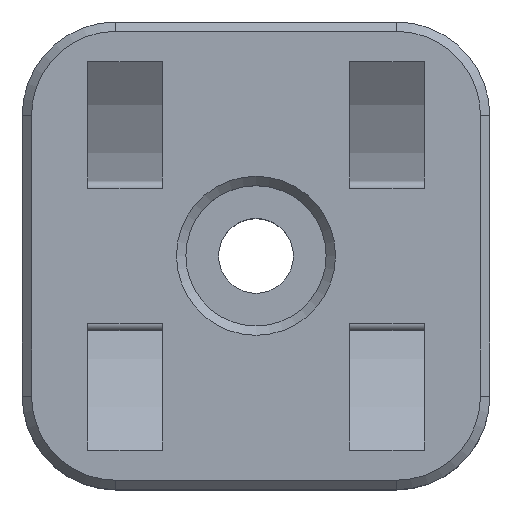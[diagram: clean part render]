
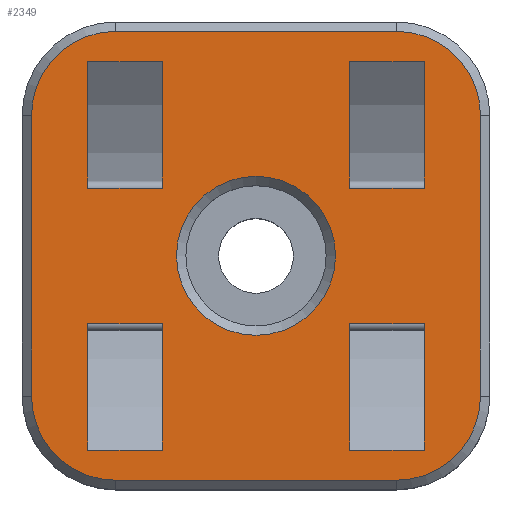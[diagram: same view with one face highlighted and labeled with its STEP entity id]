
A CAD part, top view. The second image highlights one B-rep face of the part: STEP entity #2349.
In plain terms, the highlighted planar face has unit normal (0, 0, 1).
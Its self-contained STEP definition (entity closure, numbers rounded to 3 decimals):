
#35=FACE_BOUND('',#400,.T.);
#36=FACE_BOUND('',#401,.T.);
#37=FACE_BOUND('',#402,.T.);
#38=FACE_BOUND('',#403,.T.);
#39=FACE_BOUND('',#404,.T.);
#57=CIRCLE('',#2524,3.6);
#59=CIRCLE('',#2528,3.6);
#61=CIRCLE('',#2532,3.6);
#63=CIRCLE('',#2536,3.6);
#66=CIRCLE('',#2545,3.4);
#182=PLANE('',#2544);
#261=FACE_OUTER_BOUND('',#399,.T.);
#399=EDGE_LOOP('',(#1667,#1668,#1669,#1670,#1671,#1672,#1673,#1674));
#400=EDGE_LOOP('',(#1675,#1676,#1677,#1678));
#401=EDGE_LOOP('',(#1679,#1680,#1681,#1682));
#402=EDGE_LOOP('',(#1683,#1684,#1685,#1686));
#403=EDGE_LOOP('',(#1687,#1688,#1689,#1690));
#404=EDGE_LOOP('',(#1691));
#556=LINE('',#3597,#781);
#560=LINE('',#3609,#785);
#564=LINE('',#3621,#789);
#567=LINE('',#3630,#792);
#577=LINE('',#3656,#802);
#578=LINE('',#3658,#803);
#579=LINE('',#3660,#804);
#580=LINE('',#3661,#805);
#581=LINE('',#3664,#806);
#582=LINE('',#3666,#807);
#583=LINE('',#3668,#808);
#584=LINE('',#3669,#809);
#585=LINE('',#3672,#810);
#586=LINE('',#3674,#811);
#587=LINE('',#3676,#812);
#588=LINE('',#3677,#813);
#589=LINE('',#3680,#814);
#590=LINE('',#3682,#815);
#591=LINE('',#3684,#816);
#592=LINE('',#3685,#817);
#781=VECTOR('',#2838,10.);
#785=VECTOR('',#2850,10.);
#789=VECTOR('',#2862,10.);
#792=VECTOR('',#2873,10.);
#802=VECTOR('',#2897,10.);
#803=VECTOR('',#2898,10.);
#804=VECTOR('',#2899,10.);
#805=VECTOR('',#2900,10.);
#806=VECTOR('',#2901,10.);
#807=VECTOR('',#2902,10.);
#808=VECTOR('',#2903,10.);
#809=VECTOR('',#2904,10.);
#810=VECTOR('',#2905,10.);
#811=VECTOR('',#2906,10.);
#812=VECTOR('',#2907,10.);
#813=VECTOR('',#2908,10.);
#814=VECTOR('',#2909,10.);
#815=VECTOR('',#2910,10.);
#816=VECTOR('',#2911,10.);
#817=VECTOR('',#2912,10.);
#1026=VERTEX_POINT('',#3584);
#1029=VERTEX_POINT('',#3589);
#1030=VERTEX_POINT('',#3593);
#1032=VERTEX_POINT('',#3599);
#1034=VERTEX_POINT('',#3605);
#1036=VERTEX_POINT('',#3611);
#1038=VERTEX_POINT('',#3617);
#1040=VERTEX_POINT('',#3623);
#1049=VERTEX_POINT('',#3654);
#1050=VERTEX_POINT('',#3655);
#1051=VERTEX_POINT('',#3657);
#1052=VERTEX_POINT('',#3659);
#1053=VERTEX_POINT('',#3662);
#1054=VERTEX_POINT('',#3663);
#1055=VERTEX_POINT('',#3665);
#1056=VERTEX_POINT('',#3667);
#1057=VERTEX_POINT('',#3670);
#1058=VERTEX_POINT('',#3671);
#1059=VERTEX_POINT('',#3673);
#1060=VERTEX_POINT('',#3675);
#1061=VERTEX_POINT('',#3678);
#1062=VERTEX_POINT('',#3679);
#1063=VERTEX_POINT('',#3681);
#1064=VERTEX_POINT('',#3683);
#1065=VERTEX_POINT('',#3686);
#1256=EDGE_CURVE('',#1029,#1026,#57,.T.);
#1259=EDGE_CURVE('',#1026,#1030,#556,.T.);
#1262=EDGE_CURVE('',#1030,#1032,#59,.T.);
#1265=EDGE_CURVE('',#1032,#1034,#560,.T.);
#1268=EDGE_CURVE('',#1034,#1036,#61,.T.);
#1271=EDGE_CURVE('',#1036,#1038,#564,.T.);
#1274=EDGE_CURVE('',#1038,#1040,#63,.T.);
#1276=EDGE_CURVE('',#1040,#1029,#567,.T.);
#1288=EDGE_CURVE('',#1049,#1050,#577,.T.);
#1289=EDGE_CURVE('',#1050,#1051,#578,.T.);
#1290=EDGE_CURVE('',#1051,#1052,#579,.T.);
#1291=EDGE_CURVE('',#1049,#1052,#580,.T.);
#1292=EDGE_CURVE('',#1053,#1054,#581,.T.);
#1293=EDGE_CURVE('',#1054,#1055,#582,.T.);
#1294=EDGE_CURVE('',#1055,#1056,#583,.T.);
#1295=EDGE_CURVE('',#1053,#1056,#584,.T.);
#1296=EDGE_CURVE('',#1057,#1058,#585,.T.);
#1297=EDGE_CURVE('',#1058,#1059,#586,.T.);
#1298=EDGE_CURVE('',#1059,#1060,#587,.T.);
#1299=EDGE_CURVE('',#1057,#1060,#588,.T.);
#1300=EDGE_CURVE('',#1061,#1062,#589,.T.);
#1301=EDGE_CURVE('',#1062,#1063,#590,.T.);
#1302=EDGE_CURVE('',#1063,#1064,#591,.T.);
#1303=EDGE_CURVE('',#1061,#1064,#592,.T.);
#1304=EDGE_CURVE('',#1065,#1065,#66,.T.);
#1667=ORIENTED_EDGE('',*,*,#1256,.F.);
#1668=ORIENTED_EDGE('',*,*,#1276,.F.);
#1669=ORIENTED_EDGE('',*,*,#1274,.F.);
#1670=ORIENTED_EDGE('',*,*,#1271,.F.);
#1671=ORIENTED_EDGE('',*,*,#1268,.F.);
#1672=ORIENTED_EDGE('',*,*,#1265,.F.);
#1673=ORIENTED_EDGE('',*,*,#1262,.F.);
#1674=ORIENTED_EDGE('',*,*,#1259,.F.);
#1675=ORIENTED_EDGE('',*,*,#1288,.T.);
#1676=ORIENTED_EDGE('',*,*,#1289,.T.);
#1677=ORIENTED_EDGE('',*,*,#1290,.T.);
#1678=ORIENTED_EDGE('',*,*,#1291,.F.);
#1679=ORIENTED_EDGE('',*,*,#1292,.T.);
#1680=ORIENTED_EDGE('',*,*,#1293,.T.);
#1681=ORIENTED_EDGE('',*,*,#1294,.T.);
#1682=ORIENTED_EDGE('',*,*,#1295,.F.);
#1683=ORIENTED_EDGE('',*,*,#1296,.T.);
#1684=ORIENTED_EDGE('',*,*,#1297,.T.);
#1685=ORIENTED_EDGE('',*,*,#1298,.T.);
#1686=ORIENTED_EDGE('',*,*,#1299,.F.);
#1687=ORIENTED_EDGE('',*,*,#1300,.T.);
#1688=ORIENTED_EDGE('',*,*,#1301,.T.);
#1689=ORIENTED_EDGE('',*,*,#1302,.T.);
#1690=ORIENTED_EDGE('',*,*,#1303,.F.);
#1691=ORIENTED_EDGE('',*,*,#1304,.F.);
#2349=ADVANCED_FACE('',(#261,#35,#36,#37,#38,#39),#182,.T.);
#2524=AXIS2_PLACEMENT_3D('',#3591,#2832,#2833);
#2528=AXIS2_PLACEMENT_3D('',#3603,#2844,#2845);
#2532=AXIS2_PLACEMENT_3D('',#3615,#2856,#2857);
#2536=AXIS2_PLACEMENT_3D('',#3627,#2868,#2869);
#2544=AXIS2_PLACEMENT_3D('',#3653,#2895,#2896);
#2545=AXIS2_PLACEMENT_3D('',#3687,#2913,#2914);
#2832=DIRECTION('center_axis',(0.,0.,-1.));
#2833=DIRECTION('ref_axis',(-0.707,-0.707,0.));
#2838=DIRECTION('',(0.,1.,0.));
#2844=DIRECTION('center_axis',(0.,0.,-1.));
#2845=DIRECTION('ref_axis',(-0.707,0.707,0.));
#2850=DIRECTION('',(1.,0.,0.));
#2856=DIRECTION('center_axis',(0.,0.,-1.));
#2857=DIRECTION('ref_axis',(0.707,0.707,0.));
#2862=DIRECTION('',(0.,-1.,0.));
#2868=DIRECTION('center_axis',(0.,0.,-1.));
#2869=DIRECTION('ref_axis',(0.707,-0.707,0.));
#2873=DIRECTION('',(-1.,0.,0.));
#2895=DIRECTION('center_axis',(0.,0.,1.));
#2896=DIRECTION('ref_axis',(1.,0.,0.));
#2897=DIRECTION('',(0.,1.,0.));
#2898=DIRECTION('',(1.,0.,0.));
#2899=DIRECTION('',(0.,-1.,0.));
#2900=DIRECTION('',(1.,0.,0.));
#2901=DIRECTION('',(0.,-1.,0.));
#2902=DIRECTION('',(-1.,0.,0.));
#2903=DIRECTION('',(0.,1.,0.));
#2904=DIRECTION('',(-1.,0.,0.));
#2905=DIRECTION('',(0.,-1.,0.));
#2906=DIRECTION('',(-1.,0.,0.));
#2907=DIRECTION('',(0.,1.,0.));
#2908=DIRECTION('',(-1.,0.,0.));
#2909=DIRECTION('',(0.,1.,0.));
#2910=DIRECTION('',(1.,0.,0.));
#2911=DIRECTION('',(0.,-1.,0.));
#2912=DIRECTION('',(1.,0.,0.));
#2913=DIRECTION('center_axis',(0.,0.,1.));
#2914=DIRECTION('ref_axis',(1.,0.,0.));
#3584=CARTESIAN_POINT('',(-9.6,-6.,0.));
#3589=CARTESIAN_POINT('',(-6.,-9.6,0.));
#3591=CARTESIAN_POINT('Origin',(-6.,-6.,0.));
#3593=CARTESIAN_POINT('',(-9.6,6.,0.));
#3597=CARTESIAN_POINT('',(-9.6,-5.,0.));
#3599=CARTESIAN_POINT('',(-6.,9.6,0.));
#3603=CARTESIAN_POINT('Origin',(-6.,6.,0.));
#3605=CARTESIAN_POINT('',(6.,9.6,0.));
#3609=CARTESIAN_POINT('',(-5.,9.6,0.));
#3611=CARTESIAN_POINT('',(9.6,6.,0.));
#3615=CARTESIAN_POINT('Origin',(6.,6.,0.));
#3617=CARTESIAN_POINT('',(9.6,-6.,0.));
#3621=CARTESIAN_POINT('',(9.6,5.,0.));
#3623=CARTESIAN_POINT('',(6.,-9.6,0.));
#3627=CARTESIAN_POINT('Origin',(6.,-6.,0.));
#3630=CARTESIAN_POINT('',(5.,-9.6,0.));
#3653=CARTESIAN_POINT('Origin',(0.,0.,0.));
#3654=CARTESIAN_POINT('',(-7.2,2.898,0.));
#3655=CARTESIAN_POINT('',(-7.2,8.307,0.));
#3656=CARTESIAN_POINT('',(-7.2,-5.5,0.));
#3657=CARTESIAN_POINT('',(-4.,8.307,0.));
#3658=CARTESIAN_POINT('',(-5.6,8.307,0.));
#3659=CARTESIAN_POINT('',(-4.,2.898,0.));
#3660=CARTESIAN_POINT('',(-4.,-6.5,0.));
#3661=CARTESIAN_POINT('',(-5.6,2.898,0.));
#3662=CARTESIAN_POINT('',(-4.,-2.898,0.));
#3663=CARTESIAN_POINT('',(-4.,-8.307,0.));
#3664=CARTESIAN_POINT('',(-4.,-6.5,0.));
#3665=CARTESIAN_POINT('',(-7.2,-8.307,0.));
#3666=CARTESIAN_POINT('',(-5.6,-8.307,0.));
#3667=CARTESIAN_POINT('',(-7.2,-2.898,0.));
#3668=CARTESIAN_POINT('',(-7.2,-5.5,0.));
#3669=CARTESIAN_POINT('',(-5.6,-2.898,0.));
#3670=CARTESIAN_POINT('',(7.2,-2.898,0.));
#3671=CARTESIAN_POINT('',(7.2,-8.307,0.));
#3672=CARTESIAN_POINT('',(7.2,-6.5,0.));
#3673=CARTESIAN_POINT('',(4.,-8.307,0.));
#3674=CARTESIAN_POINT('',(5.6,-8.307,0.));
#3675=CARTESIAN_POINT('',(4.,-2.898,0.));
#3676=CARTESIAN_POINT('',(4.,-5.5,0.));
#3677=CARTESIAN_POINT('',(5.6,-2.898,0.));
#3678=CARTESIAN_POINT('',(4.,2.898,0.));
#3679=CARTESIAN_POINT('',(4.,8.307,0.));
#3680=CARTESIAN_POINT('',(4.,-5.5,0.));
#3681=CARTESIAN_POINT('',(7.2,8.307,0.));
#3682=CARTESIAN_POINT('',(5.6,8.307,0.));
#3683=CARTESIAN_POINT('',(7.2,2.898,0.));
#3684=CARTESIAN_POINT('',(7.2,-6.5,0.));
#3685=CARTESIAN_POINT('',(5.6,2.898,0.));
#3686=CARTESIAN_POINT('',(-3.4,0.,0.));
#3687=CARTESIAN_POINT('Origin',(0.,0.,0.));
